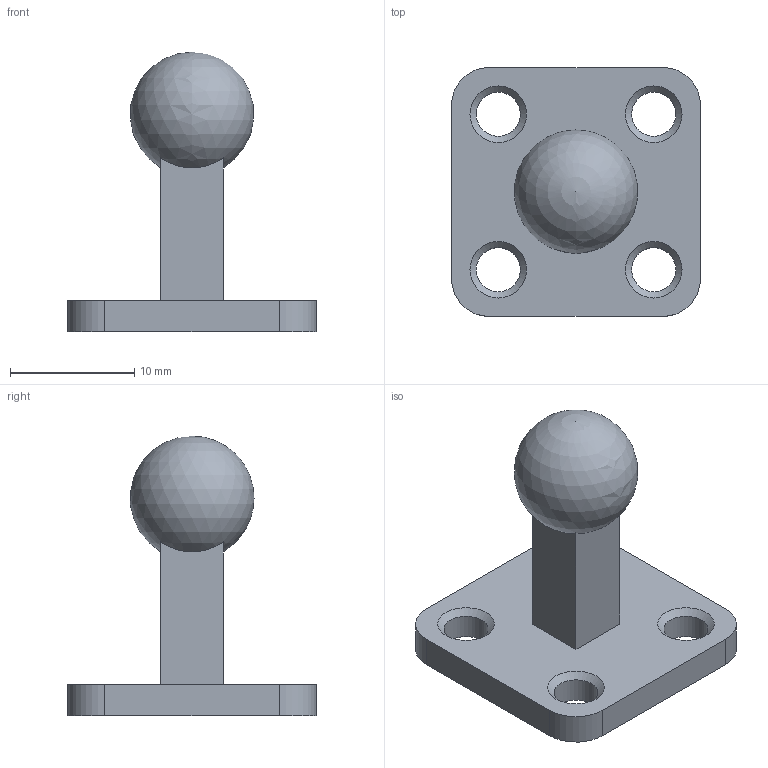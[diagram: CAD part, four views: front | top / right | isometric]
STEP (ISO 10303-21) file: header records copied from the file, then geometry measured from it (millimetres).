
FILE_DESCRIPTION(/* description */ (''),/* implementation_level */ '2;1');
FILE_NAME(/* name */ 'S1_Pro_Basic_Mount.step',/* time_stamp */ '2025-08-05T18:28:11+02:00',/* author */ (''),/* organization */ (''),/* preprocessor_version */ 'ST-DEVELOPER v20.1',/* originating_system */ 'Autodesk Translation Framework v14.10.0.0',/* authorisation */ '');
FILE_SCHEMA (('AUTOMOTIVE_DESIGN { 1 0 10303 214 3 1 1 }'));
Length unit declared in the file: millimetre
Products named in the file (3): Untitled; mount; Component1
Assembly tree (2 placements, depth 3):
  Untitled
    mount
      Component1
Bounding box: 20 x 20 x 22.49 mm (x, y, z)
Volume: 1656.8 mm3; surface area: 1471.1 mm2
Topology: 1 solids, 1 shells, 23 faces, 59 edges, 38 vertices
Faces by surface type: plane 10, cylinder 8, cone 4, sphere 1
Full cylindrical faces by diameter (mm): 3.55 x4
Entity records: 807 total; most frequent: DIRECTION 142, CARTESIAN_POINT 125, ORIENTED_EDGE 116, EDGE_CURVE 58, AXIS2_PLACEMENT_3D 55, VERTEX_POINT 38, EDGE_LOOP 32, LINE 32
